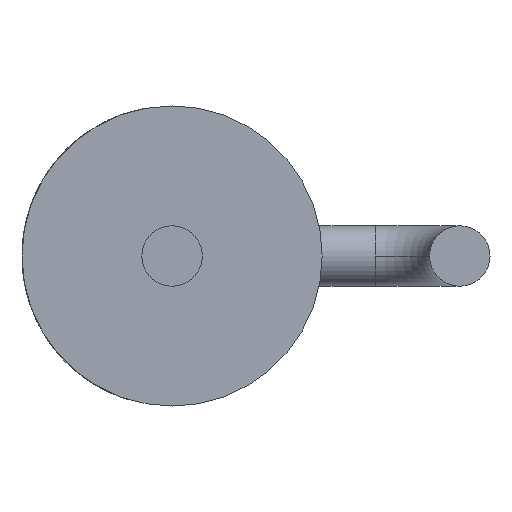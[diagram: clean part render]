
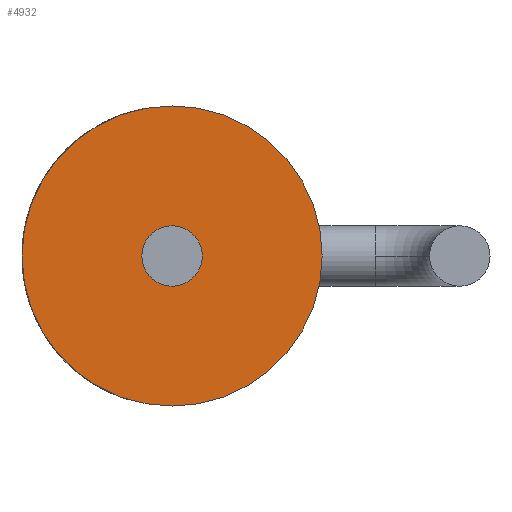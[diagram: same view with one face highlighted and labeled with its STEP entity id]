
A CAD part, front view. The second image highlights one B-rep face of the part: STEP entity #4932.
In plain terms, the highlighted planar face has unit normal (0, -1, 0).
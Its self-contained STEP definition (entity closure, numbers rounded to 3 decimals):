
#88 = DIRECTION ( 'NONE',  ( 0., 0., 1. ) ) ;
#133 = ORIENTED_EDGE ( 'NONE', *, *, #188, .F. ) ;
#188 = EDGE_CURVE ( 'NONE', #1381, #3176, #2985, .T. ) ;
#825 = CARTESIAN_POINT ( 'NONE',  ( 0., 2., 0. ) ) ;
#956 = VERTEX_POINT ( 'NONE', #1653 ) ;
#999 = AXIS2_PLACEMENT_3D ( 'NONE', #825, #2836, #3637 ) ;
#1257 = CARTESIAN_POINT ( 'NONE',  ( 0., 2., 0. ) ) ;
#1381 = VERTEX_POINT ( 'NONE', #4065 ) ;
#1455 = CARTESIAN_POINT ( 'NONE',  ( -0.533, 2., 0. ) ) ;
#1606 = EDGE_CURVE ( 'NONE', #3176, #1381, #2775, .T. ) ;
#1633 = DIRECTION ( 'NONE',  ( 0., 1., 0. ) ) ;
#1653 = CARTESIAN_POINT ( 'NONE',  ( 0., 2., 2.65 ) ) ;
#2102 = DIRECTION ( 'NONE',  ( 0., 0., 1. ) ) ;
#2130 = CARTESIAN_POINT ( 'NONE',  ( 0., 2., 0. ) ) ;
#2312 = EDGE_LOOP ( 'NONE', ( #4466, #3521 ) ) ;
#2464 = FACE_OUTER_BOUND ( 'NONE', #2312, .T. ) ;
#2549 = DIRECTION ( 'NONE',  ( 0., 0., 1. ) ) ;
#2644 = AXIS2_PLACEMENT_3D ( 'NONE', #4424, #4447, #88 ) ;
#2708 = EDGE_LOOP ( 'NONE', ( #133, #2971 ) ) ;
#2775 = CIRCLE ( 'NONE', #999, 0.533 ) ;
#2836 = DIRECTION ( 'NONE',  ( 0., -1., 0. ) ) ;
#2954 = DIRECTION ( 'NONE',  ( 0., 1., 0. ) ) ;
#2971 = ORIENTED_EDGE ( 'NONE', *, *, #1606, .F. ) ;
#2983 = AXIS2_PLACEMENT_3D ( 'NONE', #3375, #4868, #2549 ) ;
#2985 = CIRCLE ( 'NONE', #2644, 0.533 ) ;
#3176 = VERTEX_POINT ( 'NONE', #1455 ) ;
#3375 = CARTESIAN_POINT ( 'NONE',  ( 0., 2., 0. ) ) ;
#3427 = EDGE_CURVE ( 'NONE', #5118, #956, #4422, .T. ) ;
#3521 = ORIENTED_EDGE ( 'NONE', *, *, #4907, .F. ) ;
#3565 = DIRECTION ( 'NONE',  ( 0., 0., 1. ) ) ;
#3594 = PLANE ( 'NONE',  #2983 ) ;
#3637 = DIRECTION ( 'NONE',  ( 0., 0., 1. ) ) ;
#3895 = CARTESIAN_POINT ( 'NONE',  ( 0., 2., -2.65 ) ) ;
#4065 = CARTESIAN_POINT ( 'NONE',  ( 0.534, 2., 0. ) ) ;
#4221 = AXIS2_PLACEMENT_3D ( 'NONE', #1257, #1633, #3565 ) ;
#4422 = CIRCLE ( 'NONE', #4662, 2.65 ) ;
#4424 = CARTESIAN_POINT ( 'NONE',  ( 0., 2., 0. ) ) ;
#4447 = DIRECTION ( 'NONE',  ( 0., -1., 0. ) ) ;
#4466 = ORIENTED_EDGE ( 'NONE', *, *, #3427, .F. ) ;
#4485 = CIRCLE ( 'NONE', #4221, 2.65 ) ;
#4662 = AXIS2_PLACEMENT_3D ( 'NONE', #2130, #2954, #2102 ) ;
#4813 = FACE_BOUND ( 'NONE', #2708, .T. ) ;
#4868 = DIRECTION ( 'NONE',  ( 0., 1., 0. ) ) ;
#4907 = EDGE_CURVE ( 'NONE', #956, #5118, #4485, .T. ) ;
#4932 = ADVANCED_FACE ( 'NONE', ( #4813, #2464 ), #3594, .F. ) ;
#5118 = VERTEX_POINT ( 'NONE', #3895 ) ;
